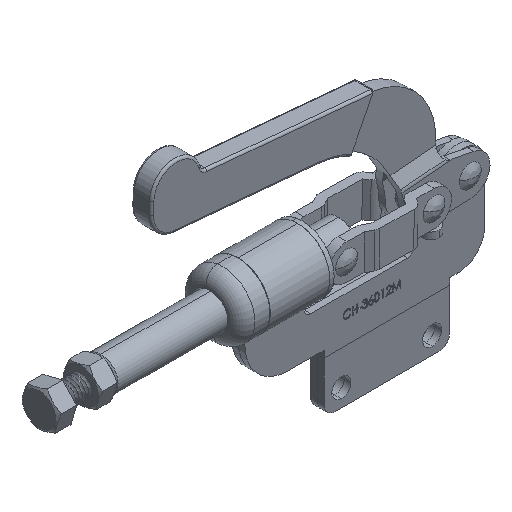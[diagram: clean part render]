
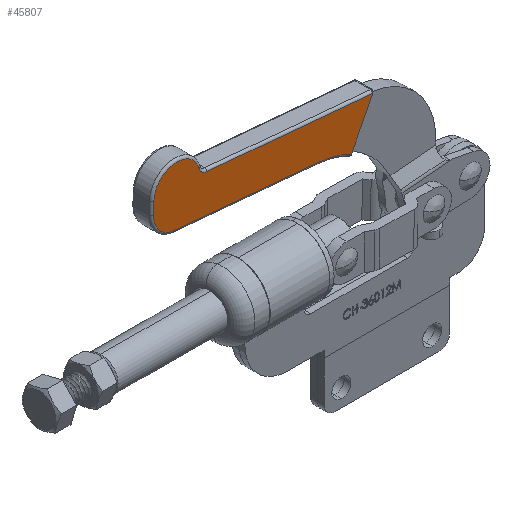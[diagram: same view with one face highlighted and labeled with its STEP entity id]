
A CAD part, isometric view. The second image highlights one B-rep face of the part: STEP entity #45807.
In plain terms, the highlighted face is planar.
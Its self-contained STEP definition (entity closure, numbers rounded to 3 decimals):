
#29963 = LINE ( 'NONE', #29988, #29985 ) ;
#29984 = DIRECTION ( 'NONE',  ( 0.998, -0.066, 0. ) ) ;
#29985 = VECTOR ( 'NONE', #29984, 1000. ) ;
#29988 = CARTESIAN_POINT ( 'NONE',  ( -47.775, 37.91, 4.5 ) ) ;
#30048 = CARTESIAN_POINT ( 'NONE',  ( -23.633, 53.41, 4.5 ) ) ;
#30420 = CARTESIAN_POINT ( 'NONE',  ( -32.852, 34.019, 4.5 ) ) ;
#30441 = DIRECTION ( 'NONE',  ( 0.429, 0.903, 0. ) ) ;
#30443 = VECTOR ( 'NONE', #30441, 1000. ) ;
#30444 = CARTESIAN_POINT ( 'NONE',  ( -23.173, 54.378, 4.5 ) ) ;
#30445 = LINE ( 'NONE', #30444, #30443 ) ;
#30535 = CARTESIAN_POINT ( 'NONE',  ( -23.83, 53.424, 4.5 ) ) ;
#30633 = DIRECTION ( 'NONE',  ( 1., 0., 0. ) ) ;
#30634 = DIRECTION ( 'NONE',  ( 0., 0., -1. ) ) ;
#30635 = CARTESIAN_POINT ( 'NONE',  ( -50.499, -3.1, 4.5 ) ) ;
#30636 = AXIS2_PLACEMENT_3D ( 'NONE', #30635, #30634, #30633 ) ;
#30641 = DIRECTION ( 'NONE',  ( 0., -1., 0. ) ) ;
#30642 = VECTOR ( 'NONE', #30641, 1000. ) ;
#30643 = CARTESIAN_POINT ( 'NONE',  ( -123.34, 52.754, 4.5 ) ) ;
#30644 = LINE ( 'NONE', #30643, #30642 ) ;
#30645 = CIRCLE ( 'NONE', #30636, 41.1 ) ;
#30682 = DIRECTION ( 'NONE',  ( 1., 0., 0. ) ) ;
#30683 = DIRECTION ( 'NONE',  ( 0., 0., -1. ) ) ;
#30684 = CARTESIAN_POINT ( 'NONE',  ( -98.964, 62.461, 4.5 ) ) ;
#30687 = CIRCLE ( 'NONE', #30704, 4. ) ;
#30704 = AXIS2_PLACEMENT_3D ( 'NONE', #30684, #30683, #30682 ) ;
#30721 = DIRECTION ( 'NONE',  ( 1., 0., 0. ) ) ;
#30722 = DIRECTION ( 'NONE',  ( 0., 0., 1. ) ) ;
#30723 = CARTESIAN_POINT ( 'NONE',  ( -112.84, 52.754, 4.5 ) ) ;
#30724 = AXIS2_PLACEMENT_3D ( 'NONE', #30723, #30722, #30721 ) ;
#30728 = CIRCLE ( 'NONE', #30724, 10.5 ) ;
#30779 = CIRCLE ( 'NONE', #30836, 10.5 ) ;
#30834 = DIRECTION ( 'NONE',  ( 1., 0., 0. ) ) ;
#30835 = DIRECTION ( 'NONE',  ( 0., 0., 1. ) ) ;
#30836 = AXIS2_PLACEMENT_3D ( 'NONE', #30844, #30835, #30834 ) ;
#30844 = CARTESIAN_POINT ( 'NONE',  ( -112.84, 58.254, 4.5 ) ) ;
#30855 = CARTESIAN_POINT ( 'NONE',  ( -47.775, 37.91, 4.5 ) ) ;
#30883 = PLANE ( 'NONE',  #30911 ) ;
#30884 = FACE_OUTER_BOUND ( 'NONE', #45755, .T. ) ;
#30885 = DIRECTION ( 'NONE',  ( 0., 0., 1. ) ) ;
#30888 = DIRECTION ( 'NONE',  ( 1., 0., 0. ) ) ;
#30890 = CARTESIAN_POINT ( 'NONE',  ( -102.792, 61.301, 4.5 ) ) ;
#30900 = CARTESIAN_POINT ( 'NONE',  ( -123.34, 58.254, 4.5 ) ) ;
#30906 = CARTESIAN_POINT ( 'NONE',  ( -123.34, 52.754, 4.5 ) ) ;
#30911 = AXIS2_PLACEMENT_3D ( 'NONE', #30923, #30885, #30888 ) ;
#30923 = CARTESIAN_POINT ( 'NONE',  ( -98.964, 62.461, 4.5 ) ) ;
#30930 = CARTESIAN_POINT ( 'NONE',  ( -113.536, 42.278, 4.5 ) ) ;
#30931 = CARTESIAN_POINT ( 'NONE',  ( -26.1, 19.5, 4.5 ) ) ;
#30955 = CARTESIAN_POINT ( 'NONE',  ( -99.231, 58.47, 4.5 ) ) ;
#30957 = VECTOR ( 'NONE', #31010, 1000. ) ;
#30958 = CARTESIAN_POINT ( 'NONE',  ( -99.231, 58.47, 4.5 ) ) ;
#30959 = LINE ( 'NONE', #30958, #30957 ) ;
#30974 = DIRECTION ( 'NONE',  ( 1., 0., 0. ) ) ;
#30976 = CIRCLE ( 'NONE', #30986, 34. ) ;
#30978 = DIRECTION ( 'NONE',  ( 0., 0., 1. ) ) ;
#30986 = AXIS2_PLACEMENT_3D ( 'NONE', #30931, #30978, #30974 ) ;
#31010 = DIRECTION ( 'NONE',  ( -0.998, 0.067, 0. ) ) ;
#45426 = VERTEX_POINT ( 'NONE', #30048 ) ;
#45557 = VERTEX_POINT ( 'NONE', #30420 ) ;
#45570 = EDGE_CURVE ( 'NONE', #45557, #45426, #30445, .T. ) ;
#45616 = VERTEX_POINT ( 'NONE', #30535 ) ;
#45655 = EDGE_CURVE ( 'NONE', #45800, #45811, #30644, .T. ) ;
#45657 = EDGE_CURVE ( 'NONE', #45778, #45557, #30645, .T. ) ;
#45690 = ORIENTED_EDGE ( 'NONE', *, *, #45833, .T. ) ;
#45692 = EDGE_CURVE ( 'NONE', #45827, #45806, #30687, .T. ) ;
#45705 = EDGE_CURVE ( 'NONE', #45811, #45821, #30728, .T. ) ;
#45732 = ORIENTED_EDGE ( 'NONE', *, *, #45705, .T. ) ;
#45734 = EDGE_CURVE ( 'NONE', #45821, #45778, #29963, .T. ) ;
#45755 = EDGE_LOOP ( 'NONE', ( #45805, #45758, #45690, #45774, #45842, #45815, #45732, #45776, #45840 ) ) ;
#45758 = ORIENTED_EDGE ( 'NONE', *, *, #45824, .T. ) ;
#45774 = ORIENTED_EDGE ( 'NONE', *, *, #45692, .T. ) ;
#45775 = EDGE_CURVE ( 'NONE', #45806, #45800, #30779, .T. ) ;
#45776 = ORIENTED_EDGE ( 'NONE', *, *, #45734, .T. ) ;
#45778 = VERTEX_POINT ( 'NONE', #30855 ) ;
#45800 = VERTEX_POINT ( 'NONE', #30900 ) ;
#45805 = ORIENTED_EDGE ( 'NONE', *, *, #45570, .T. ) ;
#45806 = VERTEX_POINT ( 'NONE', #30890 ) ;
#45807 = ADVANCED_FACE ( 'NONE', ( #30884 ), #30883, .T. ) ;
#45811 = VERTEX_POINT ( 'NONE', #30906 ) ;
#45815 = ORIENTED_EDGE ( 'NONE', *, *, #45655, .T. ) ;
#45821 = VERTEX_POINT ( 'NONE', #30930 ) ;
#45824 = EDGE_CURVE ( 'NONE', #45426, #45616, #30976, .T. ) ;
#45827 = VERTEX_POINT ( 'NONE', #30955 ) ;
#45833 = EDGE_CURVE ( 'NONE', #45616, #45827, #30959, .T. ) ;
#45840 = ORIENTED_EDGE ( 'NONE', *, *, #45657, .T. ) ;
#45842 = ORIENTED_EDGE ( 'NONE', *, *, #45775, .T. ) ;
